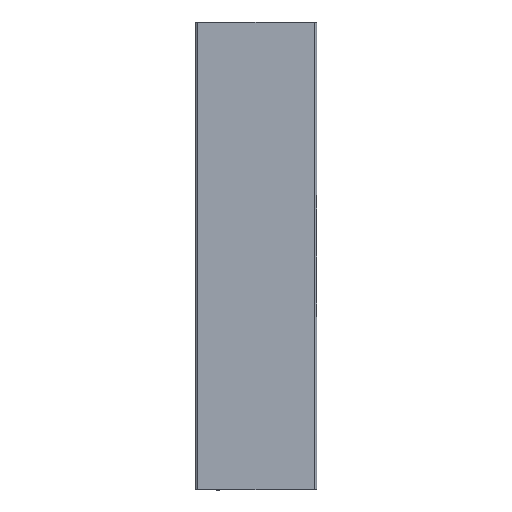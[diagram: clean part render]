
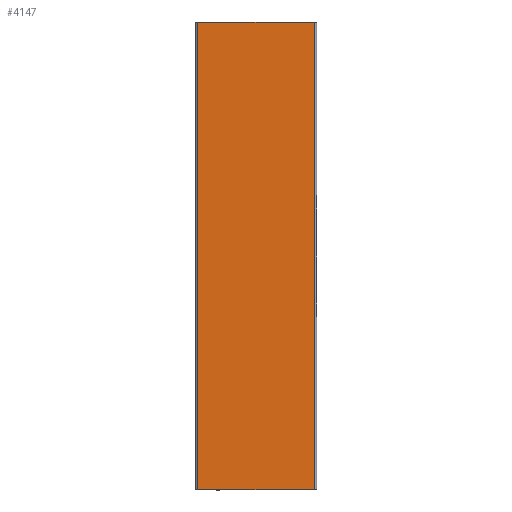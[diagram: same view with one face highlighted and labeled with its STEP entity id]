
A CAD part, left-side view. The second image highlights one B-rep face of the part: STEP entity #4147.
In plain terms, the highlighted planar face has unit normal (-1, 0, 0).
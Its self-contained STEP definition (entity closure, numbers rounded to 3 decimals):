
#109 = LINE ( 'NONE', #2956, #131 ) ;
#131 = VECTOR ( 'NONE', #2294, 1000. ) ;
#183 = FACE_OUTER_BOUND ( 'NONE', #4194, .T. ) ;
#476 = EDGE_CURVE ( 'NONE', #3167, #2019, #1518, .T. ) ;
#480 = DIRECTION ( 'NONE',  ( 0., 1., 0. ) ) ;
#619 = VERTEX_POINT ( 'NONE', #623 ) ;
#620 = LINE ( 'NONE', #2976, #651 ) ;
#623 = CARTESIAN_POINT ( 'NONE',  ( 0., 62., 500. ) ) ;
#651 = VECTOR ( 'NONE', #480, 1000. ) ;
#838 = EDGE_CURVE ( 'NONE', #3167, #619, #620, .T. ) ;
#1034 = EDGE_CURVE ( 'NONE', #619, #3446, #109, .T. ) ;
#1093 = ORIENTED_EDGE ( 'NONE', *, *, #838, .T. ) ;
#1237 = EDGE_CURVE ( 'NONE', #2019, #3446, #4049, .T. ) ;
#1518 = LINE ( 'NONE', #3253, #1599 ) ;
#1555 = VECTOR ( 'NONE', #2567, 1000. ) ;
#1597 = DIRECTION ( 'NONE',  ( 0., 0., -1. ) ) ;
#1599 = VECTOR ( 'NONE', #1597, 1000. ) ;
#2013 = CARTESIAN_POINT ( 'NONE',  ( 0., -62., 500. ) ) ;
#2019 = VERTEX_POINT ( 'NONE', #3341 ) ;
#2054 = CARTESIAN_POINT ( 'NONE',  ( 0., 62., 0. ) ) ;
#2167 = DIRECTION ( 'NONE',  ( -1., 0., 0. ) ) ;
#2294 = DIRECTION ( 'NONE',  ( 0., 0., -1. ) ) ;
#2489 = CARTESIAN_POINT ( 'NONE',  ( 0., -62., 0. ) ) ;
#2567 = DIRECTION ( 'NONE',  ( 0., 1., 0. ) ) ;
#2682 = CARTESIAN_POINT ( 'NONE',  ( 0., -62., 500. ) ) ;
#2725 = AXIS2_PLACEMENT_3D ( 'NONE', #2682, #2167, #3651 ) ;
#2734 = ORIENTED_EDGE ( 'NONE', *, *, #1237, .F. ) ;
#2956 = CARTESIAN_POINT ( 'NONE',  ( 0., 62., 500. ) ) ;
#2976 = CARTESIAN_POINT ( 'NONE',  ( 0., -62., 500. ) ) ;
#3167 = VERTEX_POINT ( 'NONE', #2013 ) ;
#3253 = CARTESIAN_POINT ( 'NONE',  ( 0., -62., 500. ) ) ;
#3321 = ORIENTED_EDGE ( 'NONE', *, *, #1034, .T. ) ;
#3341 = CARTESIAN_POINT ( 'NONE',  ( 0., -62., 0. ) ) ;
#3446 = VERTEX_POINT ( 'NONE', #2054 ) ;
#3651 = DIRECTION ( 'NONE',  ( 0., 0., 1. ) ) ;
#3796 = PLANE ( 'NONE',  #2725 ) ;
#4012 = ORIENTED_EDGE ( 'NONE', *, *, #476, .F. ) ;
#4049 = LINE ( 'NONE', #2489, #1555 ) ;
#4147 = ADVANCED_FACE ( 'NONE', ( #183 ), #3796, .T. ) ;
#4194 = EDGE_LOOP ( 'NONE', ( #2734, #4012, #1093, #3321 ) ) ;
